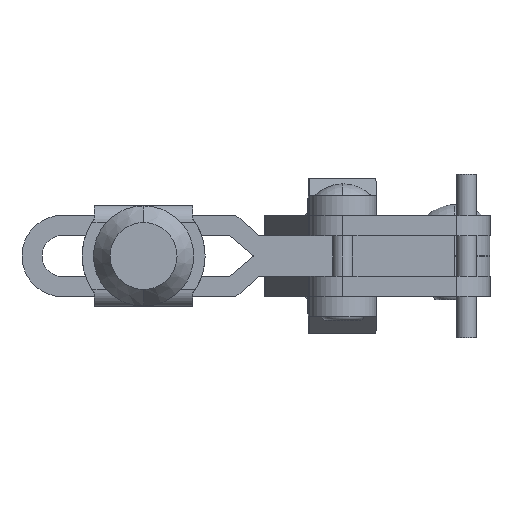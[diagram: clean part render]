
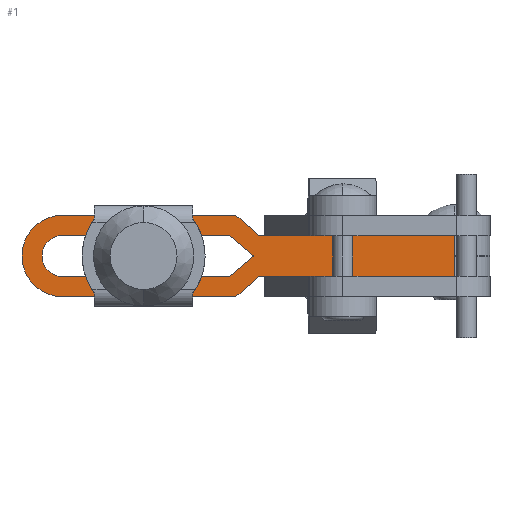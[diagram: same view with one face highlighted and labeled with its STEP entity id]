
A CAD part, front view. The second image highlights one B-rep face of the part: STEP entity #1.
In plain terms, the highlighted planar face has unit normal (0, -1, 0).
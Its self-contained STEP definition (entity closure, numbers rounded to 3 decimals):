
#1 = ADVANCED_FACE ( 'NONE', ( #7732 ), #3636, .F. ) ;
#10 = ORIENTED_EDGE ( 'NONE', *, *, #4695, .T. ) ;
#66 = VERTEX_POINT ( 'NONE', #7400 ) ;
#183 = VERTEX_POINT ( 'NONE', #5236 ) ;
#201 = EDGE_CURVE ( 'NONE', #4223, #303, #8132, .T. ) ;
#207 = CARTESIAN_POINT ( 'NONE',  ( -16.719, 23.896, -28.78 ) ) ;
#225 = ORIENTED_EDGE ( 'NONE', *, *, #8078, .F. ) ;
#303 = VERTEX_POINT ( 'NONE', #9826 ) ;
#450 = CARTESIAN_POINT ( 'NONE',  ( -16.719, 23.896, -22.58 ) ) ;
#534 = CARTESIAN_POINT ( 'NONE',  ( 50.671, 23.896, -25.68 ) ) ;
#586 = ORIENTED_EDGE ( 'NONE', *, *, #4761, .T. ) ;
#630 = CARTESIAN_POINT ( 'NONE',  ( -16.719, 23.896, -25.68 ) ) ;
#652 = VERTEX_POINT ( 'NONE', #9811 ) ;
#653 = CARTESIAN_POINT ( 'NONE',  ( 41.881, 23.896, -31.78 ) ) ;
#669 = CARTESIAN_POINT ( 'NONE',  ( 8.171, 23.896, -28.78 ) ) ;
#788 = CARTESIAN_POINT ( 'NONE',  ( -16.719, 23.896, -25.68 ) ) ;
#791 = DIRECTION ( 'NONE',  ( -1., 0., 0. ) ) ;
#845 = EDGE_CURVE ( 'NONE', #8832, #652, #7704, .T. ) ;
#848 = ORIENTED_EDGE ( 'NONE', *, *, #5378, .F. ) ;
#1174 = VERTEX_POINT ( 'NONE', #10627 ) ;
#1404 = VERTEX_POINT ( 'NONE', #1540 ) ;
#1430 = DIRECTION ( 'NONE',  ( 0., 1., 0. ) ) ;
#1540 = CARTESIAN_POINT ( 'NONE',  ( 41.881, 23.896, -28.68 ) ) ;
#1599 = DIRECTION ( 'NONE',  ( 0.759, 0., -0.651 ) ) ;
#1603 = VERTEX_POINT ( 'NONE', #4124 ) ;
#1652 = DIRECTION ( 'NONE',  ( 1., 0., 0. ) ) ;
#1670 = CARTESIAN_POINT ( 'NONE',  ( 12.681, 23.896, -28.68 ) ) ;
#1903 = CARTESIAN_POINT ( 'NONE',  ( 41.881, 23.896, -25.68 ) ) ;
#1913 = LINE ( 'NONE', #4363, #4239 ) ;
#2065 = ORIENTED_EDGE ( 'NONE', *, *, #11019, .F. ) ;
#2090 = DIRECTION ( 'NONE',  ( 0., 1., 0. ) ) ;
#2195 = CARTESIAN_POINT ( 'NONE',  ( -16.719, 23.896, -19.58 ) ) ;
#2269 = DIRECTION ( 'NONE',  ( 0., 1., 0. ) ) ;
#2467 = LINE ( 'NONE', #2195, #5886 ) ;
#2556 = ORIENTED_EDGE ( 'NONE', *, *, #2897, .F. ) ;
#2586 = CARTESIAN_POINT ( 'NONE',  ( 9.181, 23.896, -31.78 ) ) ;
#2623 = LINE ( 'NONE', #2586, #7282 ) ;
#2897 = EDGE_CURVE ( 'NONE', #1404, #5049, #8539, .T. ) ;
#3000 = CARTESIAN_POINT ( 'NONE',  ( -16.719, 23.896, -25.68 ) ) ;
#3241 = DIRECTION ( 'NONE',  ( 1., 0., 0. ) ) ;
#3322 = EDGE_CURVE ( 'NONE', #11045, #1174, #10855, .T. ) ;
#3507 = ORIENTED_EDGE ( 'NONE', *, *, #10782, .T. ) ;
#3573 = VERTEX_POINT ( 'NONE', #1903 ) ;
#3580 = LINE ( 'NONE', #4244, #10289 ) ;
#3636 = PLANE ( 'NONE',  #6829 ) ;
#3646 = EDGE_CURVE ( 'NONE', #4618, #1603, #8518, .T. ) ;
#3745 = VECTOR ( 'NONE', #6073, 1000. ) ;
#3865 = LINE ( 'NONE', #534, #6161 ) ;
#3940 = CARTESIAN_POINT ( 'NONE',  ( 9.181, 23.896, -31.78 ) ) ;
#3957 = CARTESIAN_POINT ( 'NONE',  ( 41.881, 23.896, -31.78 ) ) ;
#4124 = CARTESIAN_POINT ( 'NONE',  ( -16.719, 23.896, -22.58 ) ) ;
#4166 = VECTOR ( 'NONE', #791, 1000. ) ;
#4223 = VERTEX_POINT ( 'NONE', #11113 ) ;
#4239 = VECTOR ( 'NONE', #1599, 1000. ) ;
#4244 = CARTESIAN_POINT ( 'NONE',  ( 8.171, 23.896, -28.78 ) ) ;
#4345 = ORIENTED_EDGE ( 'NONE', *, *, #845, .T. ) ;
#4359 = LINE ( 'NONE', #3957, #11083 ) ;
#4363 = CARTESIAN_POINT ( 'NONE',  ( 8.171, 23.896, -22.58 ) ) ;
#4496 = VECTOR ( 'NONE', #10516, 1000. ) ;
#4618 = VERTEX_POINT ( 'NONE', #7397 ) ;
#4695 = EDGE_CURVE ( 'NONE', #5026, #183, #1913, .T. ) ;
#4761 = EDGE_CURVE ( 'NONE', #1404, #3573, #4359, .T. ) ;
#4770 = LINE ( 'NONE', #9623, #4496 ) ;
#4875 = EDGE_CURVE ( 'NONE', #66, #9801, #7569, .T. ) ;
#5026 = VERTEX_POINT ( 'NONE', #9646 ) ;
#5049 = VERTEX_POINT ( 'NONE', #1670 ) ;
#5160 = ORIENTED_EDGE ( 'NONE', *, *, #4875, .T. ) ;
#5174 = ORIENTED_EDGE ( 'NONE', *, *, #201, .F. ) ;
#5229 = VECTOR ( 'NONE', #8639, 1000. ) ;
#5236 = CARTESIAN_POINT ( 'NONE',  ( 11.788, 23.896, -25.68 ) ) ;
#5308 = CARTESIAN_POINT ( 'NONE',  ( -16.719, 23.896, -25.68 ) ) ;
#5356 = CARTESIAN_POINT ( 'NONE',  ( 41.881, 23.896, -25.68 ) ) ;
#5378 = EDGE_CURVE ( 'NONE', #9191, #4223, #2467, .T. ) ;
#5409 = AXIS2_PLACEMENT_3D ( 'NONE', #5308, #2269, #7607 ) ;
#5442 = ORIENTED_EDGE ( 'NONE', *, *, #8069, .T. ) ;
#5532 = VECTOR ( 'NONE', #9230, 1000. ) ;
#5602 = ORIENTED_EDGE ( 'NONE', *, *, #10336, .F. ) ;
#5767 = DIRECTION ( 'NONE',  ( 1., 0., 0. ) ) ;
#5806 = ORIENTED_EDGE ( 'NONE', *, *, #3646, .T. ) ;
#5886 = VECTOR ( 'NONE', #9440, 1000. ) ;
#5956 = EDGE_LOOP ( 'NONE', ( #586, #6347, #5160, #8654, #5442, #5806, #3507, #10, #6350, #4345, #5602, #5174, #848, #2065, #7886, #225, #10157, #2556 ) ) ;
#6073 = DIRECTION ( 'NONE',  ( 1., 0., 0. ) ) ;
#6146 = LINE ( 'NONE', #10692, #7960 ) ;
#6161 = VECTOR ( 'NONE', #9344, 1000. ) ;
#6347 = ORIENTED_EDGE ( 'NONE', *, *, #7345, .F. ) ;
#6350 = ORIENTED_EDGE ( 'NONE', *, *, #8663, .F. ) ;
#6429 = CARTESIAN_POINT ( 'NONE',  ( -16.719, 23.896, -25.68 ) ) ;
#6558 = VECTOR ( 'NONE', #10026, 1000. ) ;
#6829 = AXIS2_PLACEMENT_3D ( 'NONE', #630, #2090, #7410 ) ;
#6887 = DIRECTION ( 'NONE',  ( 0., 1., 0. ) ) ;
#7201 = CARTESIAN_POINT ( 'NONE',  ( -16.719, 23.896, -19.58 ) ) ;
#7282 = VECTOR ( 'NONE', #8632, 1000. ) ;
#7345 = EDGE_CURVE ( 'NONE', #66, #3573, #10727, .T. ) ;
#7397 = CARTESIAN_POINT ( 'NONE',  ( -19.819, 23.896, -25.68 ) ) ;
#7400 = CARTESIAN_POINT ( 'NONE',  ( 11.788, 23.896, -25.68 ) ) ;
#7410 = DIRECTION ( 'NONE',  ( 1., 0., 0. ) ) ;
#7425 = DIRECTION ( 'NONE',  ( 0., 0., 1. ) ) ;
#7569 = LINE ( 'NONE', #8625, #5229 ) ;
#7576 = CIRCLE ( 'NONE', #10430, 3.1 ) ;
#7607 = DIRECTION ( 'NONE',  ( 1., 0., 0. ) ) ;
#7688 = VERTEX_POINT ( 'NONE', #3940 ) ;
#7704 = LINE ( 'NONE', #653, #9728 ) ;
#7729 = CARTESIAN_POINT ( 'NONE',  ( 50.671, 23.896, -25.68 ) ) ;
#7732 = FACE_OUTER_BOUND ( 'NONE', #5956, .T. ) ;
#7886 = ORIENTED_EDGE ( 'NONE', *, *, #3322, .F. ) ;
#7902 = CARTESIAN_POINT ( 'NONE',  ( 9.181, 23.896, -19.58 ) ) ;
#7960 = VECTOR ( 'NONE', #5767, 1000. ) ;
#8069 = EDGE_CURVE ( 'NONE', #9256, #4618, #7576, .T. ) ;
#8078 = EDGE_CURVE ( 'NONE', #7688, #11045, #2623, .T. ) ;
#8132 = LINE ( 'NONE', #7902, #5532 ) ;
#8518 = CIRCLE ( 'NONE', #5409, 3.1 ) ;
#8539 = LINE ( 'NONE', #11029, #4166 ) ;
#8625 = CARTESIAN_POINT ( 'NONE',  ( 11.788, 23.896, -25.68 ) ) ;
#8632 = DIRECTION ( 'NONE',  ( -1., 0., 0. ) ) ;
#8639 = DIRECTION ( 'NONE',  ( -0.759, 0., -0.651 ) ) ;
#8654 = ORIENTED_EDGE ( 'NONE', *, *, #8681, .T. ) ;
#8663 = EDGE_CURVE ( 'NONE', #8832, #183, #3865, .T. ) ;
#8681 = EDGE_CURVE ( 'NONE', #9801, #9256, #3580, .T. ) ;
#8807 = DIRECTION ( 'NONE',  ( 0., 0., 1. ) ) ;
#8832 = VERTEX_POINT ( 'NONE', #5356 ) ;
#9092 = DIRECTION ( 'NONE',  ( -1., 0., 0. ) ) ;
#9191 = VERTEX_POINT ( 'NONE', #7201 ) ;
#9230 = DIRECTION ( 'NONE',  ( 0.749, 0., -0.663 ) ) ;
#9256 = VERTEX_POINT ( 'NONE', #207 ) ;
#9344 = DIRECTION ( 'NONE',  ( -1., 0., 0. ) ) ;
#9353 = AXIS2_PLACEMENT_3D ( 'NONE', #3000, #1430, #3241 ) ;
#9440 = DIRECTION ( 'NONE',  ( 1., 0., 0. ) ) ;
#9492 = DIRECTION ( 'NONE',  ( 1., 0., 0. ) ) ;
#9571 = DIRECTION ( 'NONE',  ( 0., 1., 0. ) ) ;
#9623 = CARTESIAN_POINT ( 'NONE',  ( 12.681, 23.896, -28.68 ) ) ;
#9646 = CARTESIAN_POINT ( 'NONE',  ( 8.171, 23.896, -22.58 ) ) ;
#9728 = VECTOR ( 'NONE', #7425, 1000. ) ;
#9801 = VERTEX_POINT ( 'NONE', #669 ) ;
#9811 = CARTESIAN_POINT ( 'NONE',  ( 41.881, 23.896, -22.68 ) ) ;
#9826 = CARTESIAN_POINT ( 'NONE',  ( 12.681, 23.896, -22.68 ) ) ;
#9842 = AXIS2_PLACEMENT_3D ( 'NONE', #788, #6887, #1652 ) ;
#10026 = DIRECTION ( 'NONE',  ( 1., 0., 0. ) ) ;
#10157 = ORIENTED_EDGE ( 'NONE', *, *, #11124, .F. ) ;
#10289 = VECTOR ( 'NONE', #9092, 1000. ) ;
#10336 = EDGE_CURVE ( 'NONE', #303, #652, #6146, .T. ) ;
#10404 = CARTESIAN_POINT ( 'NONE',  ( -16.719, 23.896, -31.78 ) ) ;
#10430 = AXIS2_PLACEMENT_3D ( 'NONE', #6429, #9571, #9492 ) ;
#10516 = DIRECTION ( 'NONE',  ( -0.749, 0., -0.663 ) ) ;
#10627 = CARTESIAN_POINT ( 'NONE',  ( -22.819, 23.896, -25.68 ) ) ;
#10692 = CARTESIAN_POINT ( 'NONE',  ( 12.681, 23.896, -22.68 ) ) ;
#10727 = LINE ( 'NONE', #7729, #3745 ) ;
#10782 = EDGE_CURVE ( 'NONE', #1603, #5026, #11220, .T. ) ;
#10800 = CIRCLE ( 'NONE', #9842, 6.1 ) ;
#10855 = CIRCLE ( 'NONE', #9353, 6.1 ) ;
#11019 = EDGE_CURVE ( 'NONE', #1174, #9191, #10800, .T. ) ;
#11029 = CARTESIAN_POINT ( 'NONE',  ( 47.181, 23.896, -28.68 ) ) ;
#11045 = VERTEX_POINT ( 'NONE', #10404 ) ;
#11083 = VECTOR ( 'NONE', #8807, 1000. ) ;
#11113 = CARTESIAN_POINT ( 'NONE',  ( 9.181, 23.896, -19.58 ) ) ;
#11124 = EDGE_CURVE ( 'NONE', #5049, #7688, #4770, .T. ) ;
#11220 = LINE ( 'NONE', #450, #6558 ) ;
